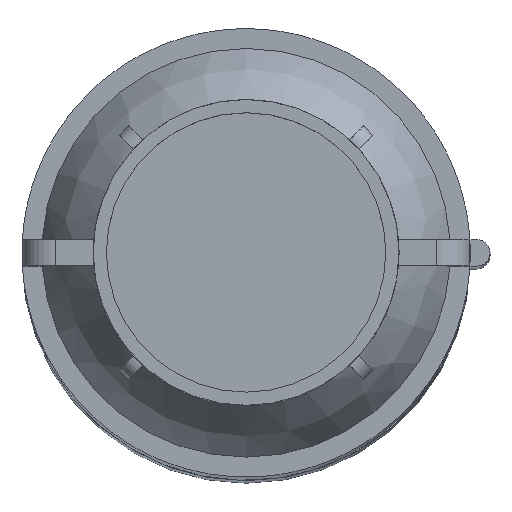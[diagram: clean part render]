
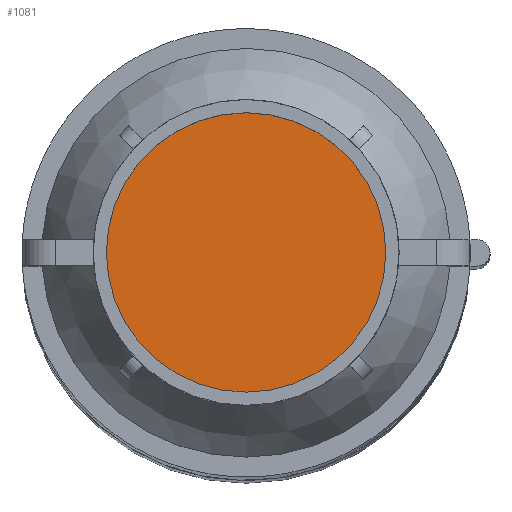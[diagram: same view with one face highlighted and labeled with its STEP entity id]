
A CAD part, top view. The second image highlights one B-rep face of the part: STEP entity #1081.
In plain terms, the highlighted planar face has unit normal (0, 0, 1).
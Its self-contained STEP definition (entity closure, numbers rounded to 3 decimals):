
#277=FACE_OUTER_BOUND($,#351,.T.);
#351=EDGE_LOOP($,(#966));
#424=CIRCLE($,#1211,21.2);
#527=VERTEX_POINT($,#1901);
#677=EDGE_CURVE($,#527,#527,#424,.T.);
#966=ORIENTED_EDGE($,*,*,#677,.F.);
#1021=PLANE($,#1210);
#1081=ADVANCED_FACE($,(#277),#1021,.T.);
#1210=AXIS2_PLACEMENT_3D($,#1900,#1540,#1541);
#1211=AXIS2_PLACEMENT_3D($,#1902,#1542,#1543);
#1540=DIRECTION('center_axis',(0.,0.,1.));
#1541=DIRECTION('ref_axis',(1.,0.,0.));
#1542=DIRECTION('center_axis',(0.,0.,-1.));
#1543=DIRECTION('ref_axis',(-1.,0.,0.));
#1900=CARTESIAN_POINT('Origin',(-10.6,0.,577.));
#1901=CARTESIAN_POINT('',(-21.2,0.,577.));
#1902=CARTESIAN_POINT('Origin',(0.,0.,577.));
